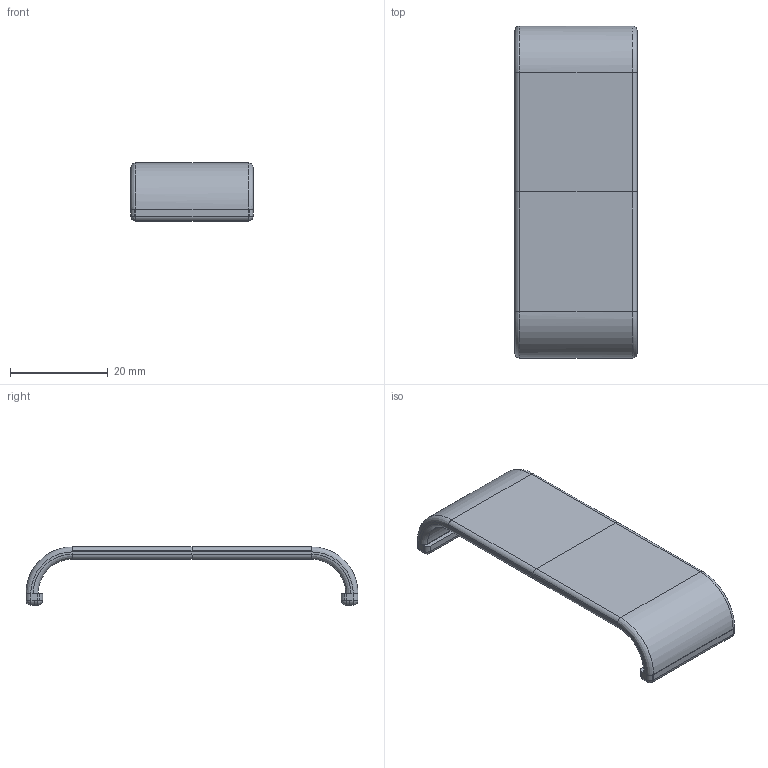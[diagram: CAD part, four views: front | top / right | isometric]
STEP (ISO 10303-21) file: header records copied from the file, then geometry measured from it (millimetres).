
FILE_DESCRIPTION((''),'2;1');
FILE_NAME('JBD.stp','2020-04-21T00:39:17',(''),(''),'AutoCAD STEP 2000i','AutoCAD 2000i',', , ');
FILE_SCHEMA(('CONFIG_CONTROL_DESIGN'));
Length unit declared in the file: millimetre
Products named in the file (2): JBD; PART1
Assembly tree (1 placements, depth 2):
  JBD
    PART1
Bounding box: 25 x 68 x 11.9 mm (x, y, z)
Volume: 4997.4 mm3; surface area: 4421 mm2
Topology: 1 solids, 1 shells, 118 faces, 276 edges, 152 vertices
Faces by surface type: cylinder 60, plane 28, bspline 26, sphere 4
Entity records: 3899 total; most frequent: CARTESIAN_POINT 1256, DIRECTION 540, ORIENTED_EDGE 536, EDGE_CURVE 268, AXIS2_PLACEMENT_3D 200, VERTEX_POINT 152, VECTOR 140, LINE 140
